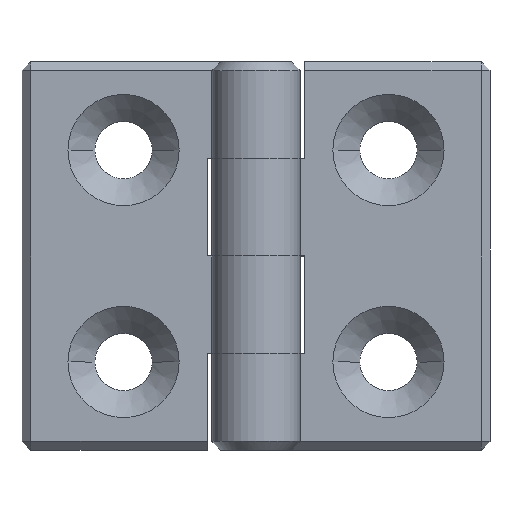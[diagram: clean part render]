
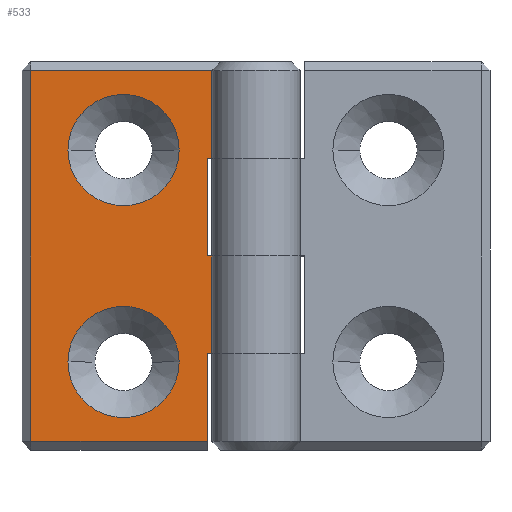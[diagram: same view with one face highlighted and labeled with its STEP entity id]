
A CAD part, top view. The second image highlights one B-rep face of the part: STEP entity #533.
In plain terms, the highlighted planar face has unit normal (0, 0, 1).
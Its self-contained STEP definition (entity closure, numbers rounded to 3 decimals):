
#5 = EDGE_LOOP ( 'NONE', ( #748, #1084, #1438, #1431, #379, #1127, #224, #1214, #1816, #777 ) ) ;
#9 = VERTEX_POINT ( 'NONE', #1440 ) ;
#11 = VECTOR ( 'NONE', #611, 1000. ) ;
#52 = FACE_BOUND ( 'NONE', #1792, .T. ) ;
#56 = CARTESIAN_POINT ( 'NONE',  ( -5., 0., 0. ) ) ;
#73 = CARTESIAN_POINT ( 'NONE',  ( -5.5, 22., 0. ) ) ;
#77 = FACE_BOUND ( 'NONE', #791, .T. ) ;
#107 = LINE ( 'NONE', #73, #2027 ) ;
#113 = VERTEX_POINT ( 'NONE', #1974 ) ;
#211 = CARTESIAN_POINT ( 'NONE',  ( -8.7, 12., 0. ) ) ;
#224 = ORIENTED_EDGE ( 'NONE', *, *, #1077, .T. ) ;
#234 = DIRECTION ( 'NONE',  ( 1., 0., 0. ) ) ;
#241 = EDGE_CURVE ( 'NONE', #1163, #815, #609, .T. ) ;
#324 = EDGE_CURVE ( 'NONE', #494, #9, #1908, .T. ) ;
#335 = CIRCLE ( 'NONE', #604, 6.3 ) ;
#379 = ORIENTED_EDGE ( 'NONE', *, *, #1090, .F. ) ;
#385 = EDGE_CURVE ( 'NONE', #501, #1288, #1582, .T. ) ;
#391 = DIRECTION ( 'NONE',  ( 0., 0., 1. ) ) ;
#407 = CARTESIAN_POINT ( 'NONE',  ( -15., -12., 0. ) ) ;
#413 = DIRECTION ( 'NONE',  ( 0., 1., 0. ) ) ;
#434 = CARTESIAN_POINT ( 'NONE',  ( -26.5, 21., 0. ) ) ;
#472 = VECTOR ( 'NONE', #1847, 1000. ) ;
#494 = VERTEX_POINT ( 'NONE', #1662 ) ;
#501 = VERTEX_POINT ( 'NONE', #1684 ) ;
#511 = PLANE ( 'NONE',  #2088 ) ;
#525 = CARTESIAN_POINT ( 'NONE',  ( -5., 11., 0. ) ) ;
#533 = ADVANCED_FACE ( 'NONE', ( #52, #77, #1183 ), #511, .F. ) ;
#579 = VECTOR ( 'NONE', #2048, 1000. ) ;
#604 = AXIS2_PLACEMENT_3D ( 'NONE', #1557, #1365, #2014 ) ;
#607 = EDGE_CURVE ( 'NONE', #501, #1576, #1399, .T. ) ;
#609 = LINE ( 'NONE', #1247, #723 ) ;
#611 = DIRECTION ( 'NONE',  ( -1., 0., 0. ) ) ;
#614 = CARTESIAN_POINT ( 'NONE',  ( -5.5, -11., 0. ) ) ;
#634 = LINE ( 'NONE', #1403, #1058 ) ;
#651 = VERTEX_POINT ( 'NONE', #927 ) ;
#659 = CARTESIAN_POINT ( 'NONE',  ( -5.5, 22., 0. ) ) ;
#671 = EDGE_CURVE ( 'NONE', #736, #1495, #1040, .T. ) ;
#677 = ORIENTED_EDGE ( 'NONE', *, *, #1018, .F. ) ;
#687 = CARTESIAN_POINT ( 'NONE',  ( -5., 22., 0. ) ) ;
#723 = VECTOR ( 'NONE', #1894, 1000. ) ;
#736 = VERTEX_POINT ( 'NONE', #1417 ) ;
#747 = DIRECTION ( 'NONE',  ( 0., 0., 1. ) ) ;
#748 = ORIENTED_EDGE ( 'NONE', *, *, #1602, .T. ) ;
#751 = CARTESIAN_POINT ( 'NONE',  ( -26.5, -21., 0. ) ) ;
#777 = ORIENTED_EDGE ( 'NONE', *, *, #607, .T. ) ;
#791 = EDGE_LOOP ( 'NONE', ( #1798, #1854 ) ) ;
#815 = VERTEX_POINT ( 'NONE', #935 ) ;
#819 = LINE ( 'NONE', #1301, #1509 ) ;
#893 = DIRECTION ( 'NONE',  ( 1., 0., 0. ) ) ;
#904 = LINE ( 'NONE', #914, #472 ) ;
#914 = CARTESIAN_POINT ( 'NONE',  ( -5., 22., 0. ) ) ;
#927 = CARTESIAN_POINT ( 'NONE',  ( -21.3, 12., 0. ) ) ;
#928 = CARTESIAN_POINT ( 'NONE',  ( -26.5, 0., 0. ) ) ;
#935 = CARTESIAN_POINT ( 'NONE',  ( -5., -11., 0. ) ) ;
#936 = DIRECTION ( 'NONE',  ( 1., 0., 0. ) ) ;
#967 = EDGE_CURVE ( 'NONE', #1495, #736, #971, .T. ) ;
#971 = CIRCLE ( 'NONE', #1521, 6.3 ) ;
#991 = CARTESIAN_POINT ( 'NONE',  ( -26.5, 22., 0. ) ) ;
#998 = DIRECTION ( 'NONE',  ( 0., 1., 0. ) ) ;
#1010 = VECTOR ( 'NONE', #1098, 1000. ) ;
#1018 = EDGE_CURVE ( 'NONE', #1317, #651, #335, .T. ) ;
#1040 = CIRCLE ( 'NONE', #1649, 6.3 ) ;
#1044 = DIRECTION ( 'NONE',  ( 0., 0., 1. ) ) ;
#1047 = DIRECTION ( 'NONE',  ( 1., 0., 0. ) ) ;
#1058 = VECTOR ( 'NONE', #1743, 1000. ) ;
#1077 = EDGE_CURVE ( 'NONE', #2063, #113, #107, .T. ) ;
#1084 = ORIENTED_EDGE ( 'NONE', *, *, #324, .T. ) ;
#1090 = EDGE_CURVE ( 'NONE', #1845, #815, #904, .T. ) ;
#1098 = DIRECTION ( 'NONE',  ( 1., 0., 0. ) ) ;
#1127 = ORIENTED_EDGE ( 'NONE', *, *, #1826, .T. ) ;
#1130 = LINE ( 'NONE', #659, #1242 ) ;
#1163 = VERTEX_POINT ( 'NONE', #614 ) ;
#1183 = FACE_OUTER_BOUND ( 'NONE', #5, .T. ) ;
#1214 = ORIENTED_EDGE ( 'NONE', *, *, #2052, .T. ) ;
#1242 = VECTOR ( 'NONE', #998, 1000. ) ;
#1247 = CARTESIAN_POINT ( 'NONE',  ( -26.5, -11., 0. ) ) ;
#1258 = CARTESIAN_POINT ( 'NONE',  ( -5.5, 0., 0. ) ) ;
#1288 = VERTEX_POINT ( 'NONE', #525 ) ;
#1301 = CARTESIAN_POINT ( 'NONE',  ( -26.5, 11., 0. ) ) ;
#1317 = VERTEX_POINT ( 'NONE', #211 ) ;
#1365 = DIRECTION ( 'NONE',  ( 0., 0., 1. ) ) ;
#1371 = CARTESIAN_POINT ( 'NONE',  ( -8.7, -12., 0. ) ) ;
#1382 = EDGE_CURVE ( 'NONE', #9, #1163, #1130, .T. ) ;
#1392 = CARTESIAN_POINT ( 'NONE',  ( -25.5, 21., 0. ) ) ;
#1399 = LINE ( 'NONE', #434, #579 ) ;
#1403 = CARTESIAN_POINT ( 'NONE',  ( -25.5, 22., 0. ) ) ;
#1417 = CARTESIAN_POINT ( 'NONE',  ( -21.3, -12., 0. ) ) ;
#1431 = ORIENTED_EDGE ( 'NONE', *, *, #241, .T. ) ;
#1438 = ORIENTED_EDGE ( 'NONE', *, *, #1382, .T. ) ;
#1440 = CARTESIAN_POINT ( 'NONE',  ( -5.5, -21., 0. ) ) ;
#1495 = VERTEX_POINT ( 'NONE', #1371 ) ;
#1509 = VECTOR ( 'NONE', #936, 1000. ) ;
#1516 = EDGE_CURVE ( 'NONE', #651, #1317, #1809, .T. ) ;
#1521 = AXIS2_PLACEMENT_3D ( 'NONE', #1531, #747, #234 ) ;
#1531 = CARTESIAN_POINT ( 'NONE',  ( -15., -12., 0. ) ) ;
#1554 = VECTOR ( 'NONE', #1778, 1000. ) ;
#1557 = CARTESIAN_POINT ( 'NONE',  ( -15., 12., 0. ) ) ;
#1576 = VERTEX_POINT ( 'NONE', #1392 ) ;
#1582 = LINE ( 'NONE', #687, #1554 ) ;
#1602 = EDGE_CURVE ( 'NONE', #1576, #494, #634, .T. ) ;
#1638 = DIRECTION ( 'NONE',  ( -1., 0., 0. ) ) ;
#1649 = AXIS2_PLACEMENT_3D ( 'NONE', #407, #1044, #893 ) ;
#1662 = CARTESIAN_POINT ( 'NONE',  ( -25.5, -21., 0. ) ) ;
#1684 = CARTESIAN_POINT ( 'NONE',  ( -5., 21., 0. ) ) ;
#1705 = AXIS2_PLACEMENT_3D ( 'NONE', #1992, #391, #1047 ) ;
#1743 = DIRECTION ( 'NONE',  ( 0., -1., 0. ) ) ;
#1778 = DIRECTION ( 'NONE',  ( 0., -1., 0. ) ) ;
#1792 = EDGE_LOOP ( 'NONE', ( #677, #1812 ) ) ;
#1798 = ORIENTED_EDGE ( 'NONE', *, *, #967, .F. ) ;
#1799 = DIRECTION ( 'NONE',  ( 0., 0., -1. ) ) ;
#1809 = CIRCLE ( 'NONE', #1705, 6.3 ) ;
#1812 = ORIENTED_EDGE ( 'NONE', *, *, #1516, .F. ) ;
#1816 = ORIENTED_EDGE ( 'NONE', *, *, #385, .F. ) ;
#1826 = EDGE_CURVE ( 'NONE', #1845, #2063, #1889, .T. ) ;
#1845 = VERTEX_POINT ( 'NONE', #56 ) ;
#1847 = DIRECTION ( 'NONE',  ( 0., -1., 0. ) ) ;
#1854 = ORIENTED_EDGE ( 'NONE', *, *, #671, .F. ) ;
#1889 = LINE ( 'NONE', #928, #11 ) ;
#1894 = DIRECTION ( 'NONE',  ( 1., 0., 0. ) ) ;
#1908 = LINE ( 'NONE', #751, #1010 ) ;
#1974 = CARTESIAN_POINT ( 'NONE',  ( -5.5, 11., 0. ) ) ;
#1992 = CARTESIAN_POINT ( 'NONE',  ( -15., 12., 0. ) ) ;
#2014 = DIRECTION ( 'NONE',  ( 1., 0., 0. ) ) ;
#2027 = VECTOR ( 'NONE', #413, 1000. ) ;
#2048 = DIRECTION ( 'NONE',  ( -1., 0., 0. ) ) ;
#2052 = EDGE_CURVE ( 'NONE', #113, #1288, #819, .T. ) ;
#2063 = VERTEX_POINT ( 'NONE', #1258 ) ;
#2088 = AXIS2_PLACEMENT_3D ( 'NONE', #991, #1799, #1638 ) ;
